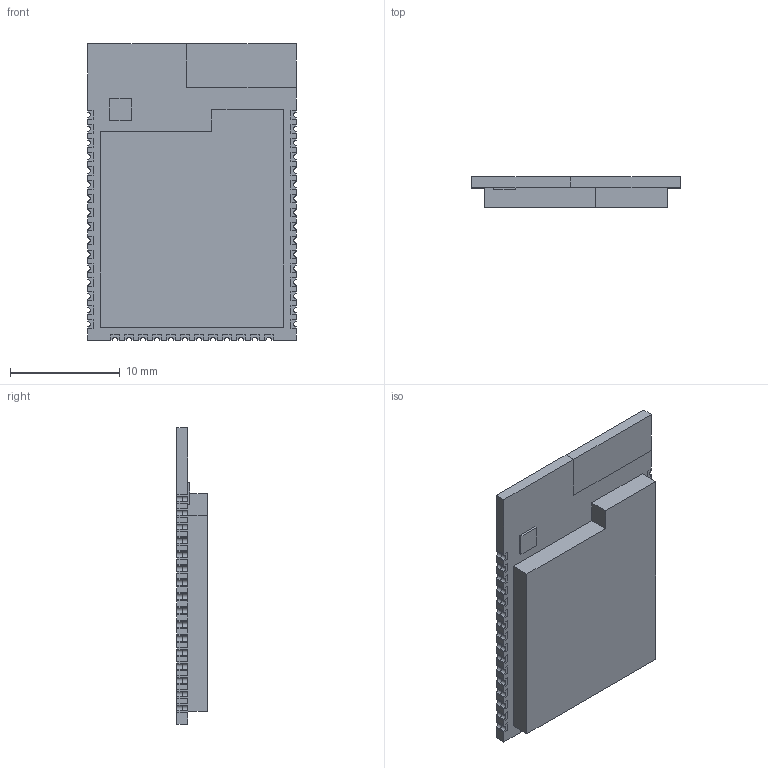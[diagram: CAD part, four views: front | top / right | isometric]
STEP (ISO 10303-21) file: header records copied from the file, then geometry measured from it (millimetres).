
FILE_DESCRIPTION (( 'STEP AP214' ), '1' );
FILE_NAME ('CDEBYTE E103-W02.STEP', '2021-08-13T08:56:53', ( '' ), ( '' ), 'SwSTEP 2.0', 'SolidWorks 2021', '' );
FILE_SCHEMA (( 'AUTOMOTIVE_DESIGN' ));
Length unit declared in the file: millimetre
Products named in the file (1): CDEBYTE E103-W02
Bounding box: 19 x 2.77 x 27 mm (x, y, z)
Volume: 1055.4 mm3; surface area: 1504.9 mm2
Topology: 90 solids, 90 shells, 1006 faces, 2472 edges, 1648 vertices
Faces by surface type: plane 906, cylinder 100
Entity records: 40732 total; most frequent: CARTESIAN_POINT 5127, ORIENTED_EDGE 4944, DIRECTION 4686, EDGE_CURVE 2472, VECTOR 2272, LINE 2272, VERTEX_POINT 1648, AXIS2_PLACEMENT_3D 1207
